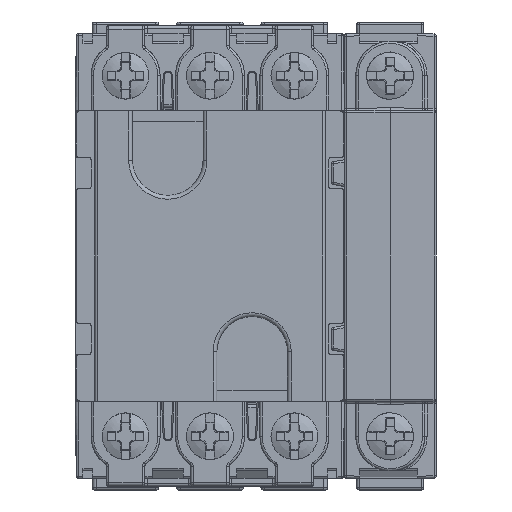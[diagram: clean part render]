
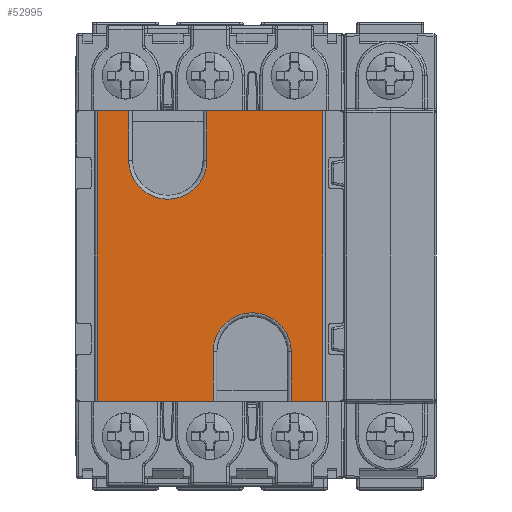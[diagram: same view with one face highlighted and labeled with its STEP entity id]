
A CAD part, front view. The second image highlights one B-rep face of the part: STEP entity #52995.
In plain terms, the highlighted planar face has unit normal (0, -1, 0).
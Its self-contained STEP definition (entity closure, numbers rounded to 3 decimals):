
#7345=CARTESIAN_POINT('',(-14.7,-26.1,-18.908));
#7361=CARTESIAN_POINT('',(0.4,-26.1,-18.908));
#7375=CARTESIAN_POINT('',(10.6,-26.1,-18.908));
#7391=CARTESIAN_POINT('',(14.7,-26.1,-18.908));
#11007=CARTESIAN_POINT('',(14.7,-26.1,18.908));
#11023=CARTESIAN_POINT('',(-0.4,-26.1,18.908));
#11037=CARTESIAN_POINT('',(-10.6,-26.1,18.908));
#11053=CARTESIAN_POINT('',(-14.7,-26.1,18.908));
#15376=DIRECTION('',(0.,0.,1.));
#15377=VECTOR('',#15376,6.408);
#15378=CARTESIAN_POINT('',(-10.6,-26.1,12.5));
#15379=LINE('',#15378,#15377);
#15380=CARTESIAN_POINT('',(-5.5,-26.1,12.5));
#15381=DIRECTION('',(0.,1.,0.));
#15382=DIRECTION('',(1.,0.,0.));
#15383=AXIS2_PLACEMENT_3D('',#15380,#15381,#15382);
#15385=DIRECTION('',(0.,0.,-1.));
#15386=VECTOR('',#15385,6.408);
#15387=CARTESIAN_POINT('',(-0.4,-26.1,18.908));
#15388=LINE('',#15387,#15386);
#15389=DIRECTION('',(1.,0.,0.));
#15390=VECTOR('',#15389,15.1);
#15391=CARTESIAN_POINT('',(-0.4,-26.1,18.908));
#15392=LINE('',#15391,#15390);
#15393=DIRECTION('',(0.,0.,1.));
#15394=VECTOR('',#15393,37.817);
#15395=CARTESIAN_POINT('',(14.7,-26.1,-18.908));
#15396=LINE('',#15395,#15394);
#15397=DIRECTION('',(1.,0.,0.));
#15398=VECTOR('',#15397,4.1);
#15399=CARTESIAN_POINT('',(10.6,-26.1,-18.908));
#15400=LINE('',#15399,#15398);
#15401=DIRECTION('',(0.,0.,-1.));
#15402=VECTOR('',#15401,6.408);
#15403=CARTESIAN_POINT('',(10.6,-26.1,-12.5));
#15404=LINE('',#15403,#15402);
#15405=CARTESIAN_POINT('',(5.5,-26.1,-12.5));
#15406=DIRECTION('',(0.,1.,0.));
#15407=DIRECTION('',(-1.,0.,0.));
#15408=AXIS2_PLACEMENT_3D('',#15405,#15406,#15407);
#15410=DIRECTION('',(0.,0.,1.));
#15411=VECTOR('',#15410,6.408);
#15412=CARTESIAN_POINT('',(0.4,-26.1,-18.908));
#15413=LINE('',#15412,#15411);
#15414=DIRECTION('',(1.,0.,0.));
#15415=VECTOR('',#15414,15.1);
#15416=CARTESIAN_POINT('',(-14.7,-26.1,-18.908));
#15417=LINE('',#15416,#15415);
#15418=DIRECTION('',(0.,0.,-1.));
#15419=VECTOR('',#15418,37.817);
#15420=CARTESIAN_POINT('',(-14.7,-26.1,18.908));
#15421=LINE('',#15420,#15419);
#15422=DIRECTION('',(1.,0.,0.));
#15423=VECTOR('',#15422,4.1);
#15424=CARTESIAN_POINT('',(-14.7,-26.1,18.908));
#15425=LINE('',#15424,#15423);
#27352=VERTEX_POINT('',#11007);
#27356=VERTEX_POINT('',#7391);
#27357=VERTEX_POINT('',#7345);
#27361=VERTEX_POINT('',#11053);
#27362=VERTEX_POINT('',#11037);
#27366=CARTESIAN_POINT('',(-10.6,-26.1,12.5));
#27367=VERTEX_POINT('',#27366);
#27368=CARTESIAN_POINT('',(-0.4,-26.1,12.5));
#27369=VERTEX_POINT('',#27368);
#27373=VERTEX_POINT('',#11023);
#27374=VERTEX_POINT('',#7375);
#27378=CARTESIAN_POINT('',(10.6,-26.1,-12.5));
#27379=VERTEX_POINT('',#27378);
#27380=CARTESIAN_POINT('',(0.4,-26.1,-12.5));
#27381=VERTEX_POINT('',#27380);
#27385=VERTEX_POINT('',#7361);
#52969=CARTESIAN_POINT('',(0.,-26.1,0.));
#52970=DIRECTION('',(0.,-1.,0.));
#52971=DIRECTION('',(1.,0.,0.));
#52972=AXIS2_PLACEMENT_3D('',#52969,#52970,#52971);
#52973=PLANE('',#52972);
#52975=ORIENTED_EDGE('',*,*,#52974,.F.);
#52977=ORIENTED_EDGE('',*,*,#52976,.F.);
#52979=ORIENTED_EDGE('',*,*,#52978,.F.);
#52980=ORIENTED_EDGE('',*,*,#46986,.T.);
#52982=ORIENTED_EDGE('',*,*,#52981,.F.);
#52983=ORIENTED_EDGE('',*,*,#42408,.F.);
#52985=ORIENTED_EDGE('',*,*,#52984,.F.);
#52987=ORIENTED_EDGE('',*,*,#52986,.F.);
#52989=ORIENTED_EDGE('',*,*,#52988,.F.);
#52990=ORIENTED_EDGE('',*,*,#42396,.F.);
#52991=ORIENTED_EDGE('',*,*,#52964,.F.);
#52992=ORIENTED_EDGE('',*,*,#46998,.T.);
#52993=EDGE_LOOP('',(#52975,#52977,#52979,#52980,#52982,#52983,#52985,#52987,
#52989,#52990,#52991,#52992));
#52994=FACE_OUTER_BOUND('',#52993,.F.);
#15384=CIRCLE('',#15383,5.1);
#15409=CIRCLE('',#15408,5.1);
#42396=EDGE_CURVE('',#27357,#27385,#15417,.T.);
#42408=EDGE_CURVE('',#27374,#27356,#15400,.T.);
#46986=EDGE_CURVE('',#27373,#27352,#15392,.T.);
#46998=EDGE_CURVE('',#27361,#27362,#15425,.T.);
#52964=EDGE_CURVE('',#27361,#27357,#15421,.T.);
#52974=EDGE_CURVE('',#27367,#27362,#15379,.T.);
#52976=EDGE_CURVE('',#27369,#27367,#15384,.T.);
#52978=EDGE_CURVE('',#27373,#27369,#15388,.T.);
#52981=EDGE_CURVE('',#27356,#27352,#15396,.T.);
#52984=EDGE_CURVE('',#27379,#27374,#15404,.T.);
#52986=EDGE_CURVE('',#27381,#27379,#15409,.T.);
#52988=EDGE_CURVE('',#27385,#27381,#15413,.T.);
#52995=ADVANCED_FACE('',(#52994),#52973,.T.);
